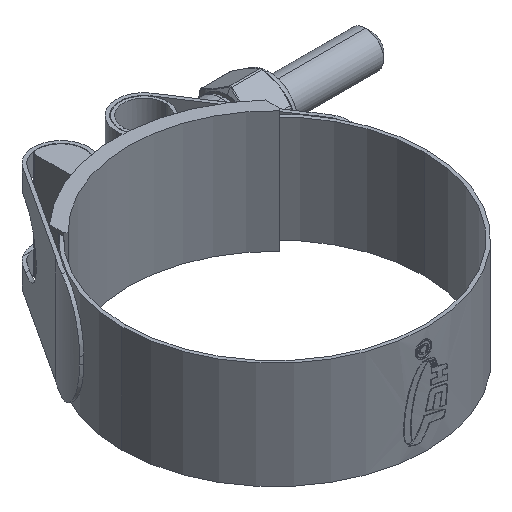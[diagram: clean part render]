
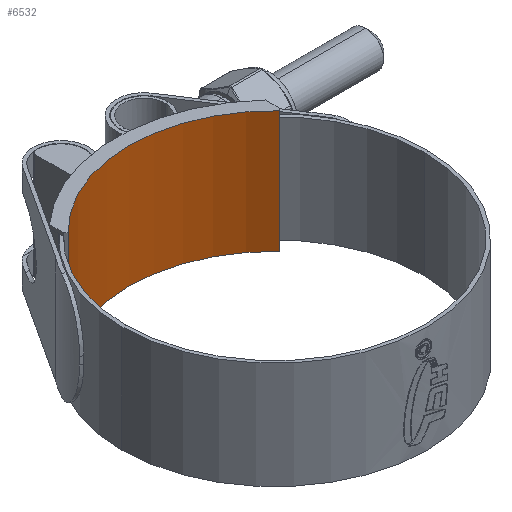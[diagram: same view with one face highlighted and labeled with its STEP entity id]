
A CAD part, isometric view. The second image highlights one B-rep face of the part: STEP entity #6532.
In plain terms, the highlighted cylindrical face has radius 26.39 mm (diameter 52.78 mm), a partial arc.
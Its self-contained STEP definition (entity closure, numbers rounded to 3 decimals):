
#113 = CARTESIAN_POINT ( 'NONE',  ( 19.059, 18.253, -11. ) ) ;
#320 = DIRECTION ( 'NONE',  ( 0., 0., 1. ) ) ;
#1199 = ORIENTED_EDGE ( 'NONE', *, *, #6154, .F. ) ;
#1558 = ORIENTED_EDGE ( 'NONE', *, *, #2061, .F. ) ;
#1739 = EDGE_CURVE ( 'NONE', #4929, #6060, #2590, .T. ) ;
#2061 = EDGE_CURVE ( 'NONE', #13422, #6060, #6683, .T. ) ;
#2324 = CARTESIAN_POINT ( 'NONE',  ( -19.059, 18.253, 10.39 ) ) ;
#2590 = LINE ( 'NONE', #8533, #5232 ) ;
#2663 = DIRECTION ( 'NONE',  ( 0., 0., 1. ) ) ;
#3046 = DIRECTION ( 'NONE',  ( 1., 0., 0. ) ) ;
#3225 = VECTOR ( 'NONE', #6928, 1000. ) ;
#4100 = AXIS2_PLACEMENT_3D ( 'NONE', #12626, #320, #4922 ) ;
#4214 = VERTEX_POINT ( 'NONE', #7214 ) ;
#4521 = CARTESIAN_POINT ( 'NONE',  ( 19.059, 18.253, 11. ) ) ;
#4922 = DIRECTION ( 'NONE',  ( 1., 0., 0. ) ) ;
#4929 = VERTEX_POINT ( 'NONE', #113 ) ;
#5232 = VECTOR ( 'NONE', #2663, 1000. ) ;
#6049 = CIRCLE ( 'NONE', #14423, 26.39 ) ;
#6060 = VERTEX_POINT ( 'NONE', #4521 ) ;
#6154 = EDGE_CURVE ( 'NONE', #4929, #4214, #6049, .T. ) ;
#6532 = ADVANCED_FACE ( 'NONE', ( #11588 ), #12776, .F. ) ;
#6683 = CIRCLE ( 'NONE', #11218, 26.39 ) ;
#6928 = DIRECTION ( 'NONE',  ( 0., 0., 1. ) ) ;
#7214 = CARTESIAN_POINT ( 'NONE',  ( -19.059, 18.253, -11. ) ) ;
#7424 = CARTESIAN_POINT ( 'NONE',  ( 0., 0., 11. ) ) ;
#7745 = DIRECTION ( 'NONE',  ( 0., 0., 1. ) ) ;
#8132 = ORIENTED_EDGE ( 'NONE', *, *, #10464, .F. ) ;
#8533 = CARTESIAN_POINT ( 'NONE',  ( 19.059, 18.253, 10.39 ) ) ;
#9171 = LINE ( 'NONE', #2324, #3225 ) ;
#9896 = DIRECTION ( 'NONE',  ( 0., 0., -1. ) ) ;
#10464 = EDGE_CURVE ( 'NONE', #4214, #13422, #9171, .T. ) ;
#10874 = EDGE_LOOP ( 'NONE', ( #1558, #8132, #1199, #10916 ) ) ;
#10916 = ORIENTED_EDGE ( 'NONE', *, *, #1739, .T. ) ;
#11218 = AXIS2_PLACEMENT_3D ( 'NONE', #7424, #9896, #3046 ) ;
#11588 = FACE_OUTER_BOUND ( 'NONE', #10874, .T. ) ;
#11712 = CARTESIAN_POINT ( 'NONE',  ( -19.059, 18.253, 11. ) ) ;
#12307 = DIRECTION ( 'NONE',  ( 1., 0., 0. ) ) ;
#12381 = CARTESIAN_POINT ( 'NONE',  ( 0., 0., -11. ) ) ;
#12626 = CARTESIAN_POINT ( 'NONE',  ( 0., 0., 10.39 ) ) ;
#12776 = CYLINDRICAL_SURFACE ( 'NONE', #4100, 26.39 ) ;
#13422 = VERTEX_POINT ( 'NONE', #11712 ) ;
#14423 = AXIS2_PLACEMENT_3D ( 'NONE', #12381, #7745, #12307 ) ;
